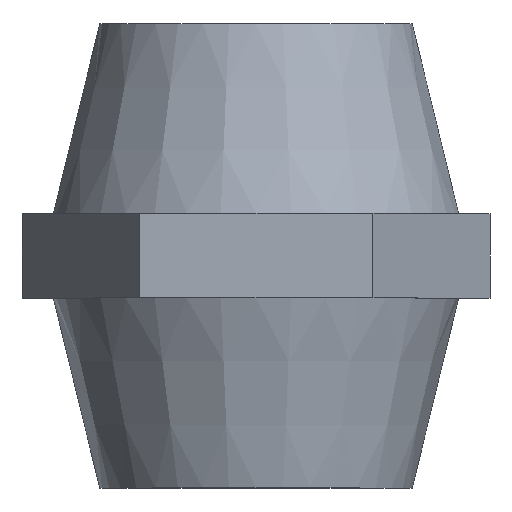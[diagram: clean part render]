
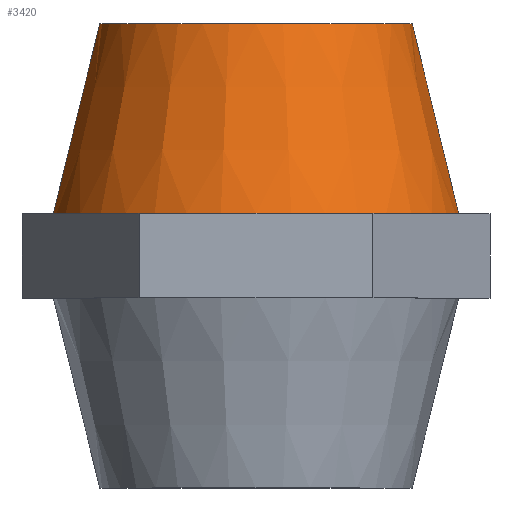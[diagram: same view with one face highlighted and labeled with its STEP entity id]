
A CAD part, top view. The second image highlights one B-rep face of the part: STEP entity #3420.
In plain terms, the highlighted conical face has half-angle 13.736 degrees and reference radius 18.5 mm.
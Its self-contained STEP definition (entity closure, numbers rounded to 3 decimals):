
#175 = ORIENTED_EDGE ( 'NONE', *, *, #2649, .T. ) ;
#197 = VECTOR ( 'NONE', #1275, 1000. ) ;
#289 = VERTEX_POINT ( 'NONE', #1162 ) ;
#292 = AXIS2_PLACEMENT_3D ( 'NONE', #866, #3886, #2425 ) ;
#335 = DIRECTION ( 'NONE',  ( -1., 0., 0. ) ) ;
#440 = DIRECTION ( 'NONE',  ( -1., 0., 0. ) ) ;
#460 = CARTESIAN_POINT ( 'NONE',  ( -18.5, 27.5, 0. ) ) ;
#472 = LINE ( 'NONE', #2065, #3108 ) ;
#481 = EDGE_LOOP ( 'NONE', ( #1084, #3735, #175, #2621, #3413, #3678, #2517 ) ) ;
#740 = CARTESIAN_POINT ( 'NONE',  ( 18.5, 27.5, 0. ) ) ;
#752 = CIRCLE ( 'NONE', #802, 24. ) ;
#802 = AXIS2_PLACEMENT_3D ( 'NONE', #3204, #1965, #1672 ) ;
#866 = CARTESIAN_POINT ( 'NONE',  ( 0., 27.5, 0. ) ) ;
#1002 = CARTESIAN_POINT ( 'NONE',  ( -18.5, 27.5, 0. ) ) ;
#1011 = EDGE_CURVE ( 'NONE', #3913, #2257, #2366, .T. ) ;
#1084 = ORIENTED_EDGE ( 'NONE', *, *, #1011, .F. ) ;
#1091 = DIRECTION ( 'NONE',  ( -1., 0., 0. ) ) ;
#1162 = CARTESIAN_POINT ( 'NONE',  ( -24., 5., 0. ) ) ;
#1231 = CONICAL_SURFACE ( 'NONE', #292, 18.5, 0.24 ) ;
#1275 = DIRECTION ( 'NONE',  ( -0.237, -0.971, 0. ) ) ;
#1278 = CARTESIAN_POINT ( 'NONE',  ( 0., 5., 0. ) ) ;
#1584 = CARTESIAN_POINT ( 'NONE',  ( 0., 5., 0. ) ) ;
#1672 = DIRECTION ( 'NONE',  ( -1., 0., 0. ) ) ;
#1680 = DIRECTION ( 'NONE',  ( 0., 1., 0. ) ) ;
#1825 = DIRECTION ( 'NONE',  ( 0., 1., 0. ) ) ;
#1965 = DIRECTION ( 'NONE',  ( 0., 1., 0. ) ) ;
#2065 = CARTESIAN_POINT ( 'NONE',  ( 18.5, 27.5, 0. ) ) ;
#2089 = CARTESIAN_POINT ( 'NONE',  ( -20.785, 5., 12. ) ) ;
#2090 = VERTEX_POINT ( 'NONE', #2216 ) ;
#2099 = FACE_OUTER_BOUND ( 'NONE', #481, .T. ) ;
#2143 = EDGE_CURVE ( 'NONE', #3546, #3111, #2378, .T. ) ;
#2160 = EDGE_CURVE ( 'NONE', #2090, #3546, #752, .T. ) ;
#2204 = AXIS2_PLACEMENT_3D ( 'NONE', #2941, #1680, #1091 ) ;
#2206 = DIRECTION ( 'NONE',  ( 0., 1., 0. ) ) ;
#2216 = CARTESIAN_POINT ( 'NONE',  ( 0., 5., 24. ) ) ;
#2257 = VERTEX_POINT ( 'NONE', #740 ) ;
#2316 = DIRECTION ( 'NONE',  ( 0.237, -0.971, 0. ) ) ;
#2354 = EDGE_CURVE ( 'NONE', #2257, #3111, #472, .T. ) ;
#2366 = CIRCLE ( 'NONE', #3003, 18.5 ) ;
#2378 = CIRCLE ( 'NONE', #2511, 24. ) ;
#2425 = DIRECTION ( 'NONE',  ( 1., 0., 0. ) ) ;
#2433 = LINE ( 'NONE', #1002, #197 ) ;
#2511 = AXIS2_PLACEMENT_3D ( 'NONE', #1584, #1825, #335 ) ;
#2517 = ORIENTED_EDGE ( 'NONE', *, *, #2354, .F. ) ;
#2578 = CARTESIAN_POINT ( 'NONE',  ( 24., 5., 0. ) ) ;
#2621 = ORIENTED_EDGE ( 'NONE', *, *, #3185, .T. ) ;
#2627 = DIRECTION ( 'NONE',  ( 0., 1., 0. ) ) ;
#2649 = EDGE_CURVE ( 'NONE', #289, #2881, #3808, .T. ) ;
#2865 = AXIS2_PLACEMENT_3D ( 'NONE', #1278, #2206, #440 ) ;
#2881 = VERTEX_POINT ( 'NONE', #2089 ) ;
#2941 = CARTESIAN_POINT ( 'NONE',  ( 0., 5., 0. ) ) ;
#3003 = AXIS2_PLACEMENT_3D ( 'NONE', #3849, #2627, #3530 ) ;
#3051 = CARTESIAN_POINT ( 'NONE',  ( 20.785, 5., 12. ) ) ;
#3108 = VECTOR ( 'NONE', #2316, 1000. ) ;
#3111 = VERTEX_POINT ( 'NONE', #2578 ) ;
#3127 = CIRCLE ( 'NONE', #2204, 24. ) ;
#3185 = EDGE_CURVE ( 'NONE', #2881, #2090, #3127, .T. ) ;
#3204 = CARTESIAN_POINT ( 'NONE',  ( 0., 5., 0. ) ) ;
#3413 = ORIENTED_EDGE ( 'NONE', *, *, #2160, .T. ) ;
#3420 = ADVANCED_FACE ( 'NONE', ( #2099 ), #1231, .T. ) ;
#3530 = DIRECTION ( 'NONE',  ( -1., 0., 0. ) ) ;
#3546 = VERTEX_POINT ( 'NONE', #3051 ) ;
#3678 = ORIENTED_EDGE ( 'NONE', *, *, #2143, .T. ) ;
#3735 = ORIENTED_EDGE ( 'NONE', *, *, #3747, .T. ) ;
#3747 = EDGE_CURVE ( 'NONE', #3913, #289, #2433, .T. ) ;
#3808 = CIRCLE ( 'NONE', #2865, 24. ) ;
#3849 = CARTESIAN_POINT ( 'NONE',  ( 0., 27.5, 0. ) ) ;
#3886 = DIRECTION ( 'NONE',  ( 0., -1., 0. ) ) ;
#3913 = VERTEX_POINT ( 'NONE', #460 ) ;
